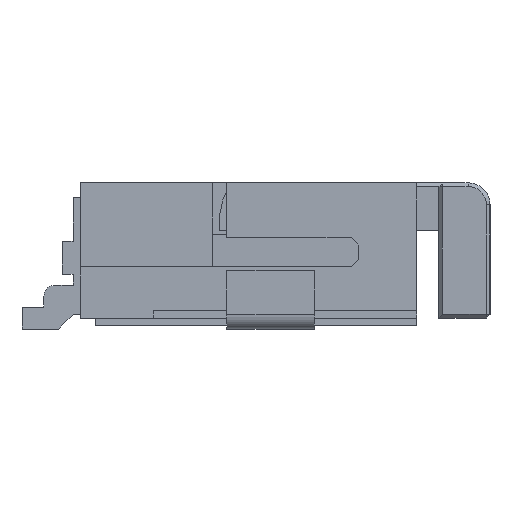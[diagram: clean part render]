
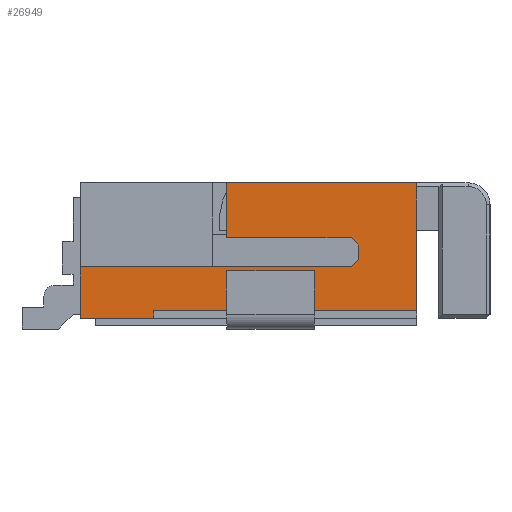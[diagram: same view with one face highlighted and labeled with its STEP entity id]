
A CAD part, left-side view. The second image highlights one B-rep face of the part: STEP entity #26949.
In plain terms, the highlighted planar face has unit normal (-1, 0, 0).
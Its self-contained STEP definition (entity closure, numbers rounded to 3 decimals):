
#693=FACE_OUTER_BOUND('',#2108,.T.);
#2108=EDGE_LOOP('',(#20138,#20139,#20140,#20141,#20142,#20143,#20144,#20145,
#20146,#20147,#20148,#20149));
#4622=LINE('',#39266,#8409);
#4627=LINE('',#39275,#8414);
#4631=LINE('',#39284,#8418);
#4635=LINE('',#39291,#8422);
#4636=LINE('',#39295,#8423);
#4639=LINE('',#39300,#8426);
#4641=LINE('',#39303,#8428);
#4642=LINE('',#39306,#8429);
#4644=LINE('',#39310,#8431);
#4671=LINE('',#39363,#8458);
#4842=LINE('',#39702,#8629);
#4843=LINE('',#39704,#8630);
#8409=VECTOR('',#31868,0.1);
#8414=VECTOR('',#31875,3.6);
#8418=VECTOR('',#31883,0.141);
#8422=VECTOR('',#31889,3.7);
#8423=VECTOR('',#31892,0.141);
#8426=VECTOR('',#31897,1.7);
#8428=VECTOR('',#31901,0.2);
#8429=VECTOR('',#31904,0.75);
#8431=VECTOR('',#31908,2.6);
#8458=VECTOR('',#31955,1.75);
#8629=VECTOR('',#32158,0.7);
#8630=VECTOR('',#32161,1.);
#11745=VERTEX_POINT('',#39262);
#11747=VERTEX_POINT('',#39265);
#11750=VERTEX_POINT('',#39273);
#11752=VERTEX_POINT('',#39281);
#11753=VERTEX_POINT('',#39283);
#11755=VERTEX_POINT('',#39289);
#11756=VERTEX_POINT('',#39293);
#11757=VERTEX_POINT('',#39294);
#11758=VERTEX_POINT('',#39299);
#11759=VERTEX_POINT('',#39305);
#11760=VERTEX_POINT('',#39309);
#11928=VERTEX_POINT('',#39700);
#14784=EDGE_CURVE('',#11747,#11745,#4622,.T.);
#14789=EDGE_CURVE('',#11745,#11750,#4627,.T.);
#14793=EDGE_CURVE('',#11752,#11753,#4631,.T.);
#14797=EDGE_CURVE('',#11755,#11752,#4635,.T.);
#14798=EDGE_CURVE('',#11756,#11757,#4636,.T.);
#14801=EDGE_CURVE('',#11757,#11758,#4639,.T.);
#14803=EDGE_CURVE('',#11753,#11756,#4641,.T.);
#14804=EDGE_CURVE('',#11758,#11759,#4642,.T.);
#14806=EDGE_CURVE('',#11759,#11760,#4644,.T.);
#14833=EDGE_CURVE('',#11750,#11760,#4671,.T.);
#15004=EDGE_CURVE('',#11928,#11755,#4842,.T.);
#15005=EDGE_CURVE('',#11928,#11747,#4843,.T.);
#20138=ORIENTED_EDGE('',*,*,#14833,.T.);
#20139=ORIENTED_EDGE('',*,*,#14806,.F.);
#20140=ORIENTED_EDGE('',*,*,#14804,.F.);
#20141=ORIENTED_EDGE('',*,*,#14801,.F.);
#20142=ORIENTED_EDGE('',*,*,#14798,.F.);
#20143=ORIENTED_EDGE('',*,*,#14803,.F.);
#20144=ORIENTED_EDGE('',*,*,#14793,.F.);
#20145=ORIENTED_EDGE('',*,*,#14797,.F.);
#20146=ORIENTED_EDGE('',*,*,#15004,.F.);
#20147=ORIENTED_EDGE('',*,*,#15005,.T.);
#20148=ORIENTED_EDGE('',*,*,#14784,.T.);
#20149=ORIENTED_EDGE('',*,*,#14789,.T.);
#25214=PLANE('',#28328);
#26949=ADVANCED_FACE('',(#693),#25214,.T.);
#28328=AXIS2_PLACEMENT_3D('',#39703,#32159,#32160);
#31868=DIRECTION('',(0.,0.,1.));
#31875=DIRECTION('',(0.,-1.,0.));
#31883=DIRECTION('',(0.,-0.707,0.707));
#31889=DIRECTION('',(0.,-1.,0.));
#31892=DIRECTION('',(0.,0.707,0.707));
#31897=DIRECTION('',(0.,1.,0.));
#31901=DIRECTION('',(0.,0.,1.));
#31904=DIRECTION('',(0.,0.,1.));
#31908=DIRECTION('',(0.,-1.,0.));
#31955=DIRECTION('',(0.,0.,1.));
#32158=DIRECTION('',(0.,0.,1.));
#32159=DIRECTION('center_axis',(-1.,0.,0.));
#32160=DIRECTION('ref_axis',(0.,0.,-1.));
#32161=DIRECTION('',(0.,-1.,0.));
#39262=CARTESIAN_POINT('',(-9.8,0.3,0.25));
#39265=CARTESIAN_POINT('',(-9.8,0.3,0.15));
#39266=CARTESIAN_POINT('',(-9.8,0.3,0.25));
#39273=CARTESIAN_POINT('',(-9.8,-3.3,0.25));
#39275=CARTESIAN_POINT('',(-9.8,1.3,0.25));
#39281=CARTESIAN_POINT('',(-9.8,-2.4,0.85));
#39283=CARTESIAN_POINT('',(-9.8,-2.5,0.95));
#39284=CARTESIAN_POINT('',(-9.8,-1.5,-0.05));
#39289=CARTESIAN_POINT('',(-9.8,1.3,0.85));
#39291=CARTESIAN_POINT('',(-9.8,1.3,0.85));
#39293=CARTESIAN_POINT('',(-9.8,-2.5,1.15));
#39294=CARTESIAN_POINT('',(-9.8,-2.4,1.25));
#39295=CARTESIAN_POINT('',(-9.8,-1.6,2.05));
#39299=CARTESIAN_POINT('',(-9.8,-0.7,1.25));
#39300=CARTESIAN_POINT('',(-9.8,-2.5,1.25));
#39303=CARTESIAN_POINT('',(-9.8,-2.5,0.85));
#39305=CARTESIAN_POINT('',(-9.8,-0.7,2.));
#39306=CARTESIAN_POINT('',(-9.8,-0.7,1.25));
#39309=CARTESIAN_POINT('',(-9.8,-3.3,2.));
#39310=CARTESIAN_POINT('',(-9.8,-0.7,2.));
#39363=CARTESIAN_POINT('',(-9.8,-3.3,0.962));
#39700=CARTESIAN_POINT('',(-9.8,1.3,0.15));
#39702=CARTESIAN_POINT('',(-9.8,1.3,0.25));
#39703=CARTESIAN_POINT('Origin',(-9.8,1.3,0.85));
#39704=CARTESIAN_POINT('',(-9.8,1.3,0.15));
